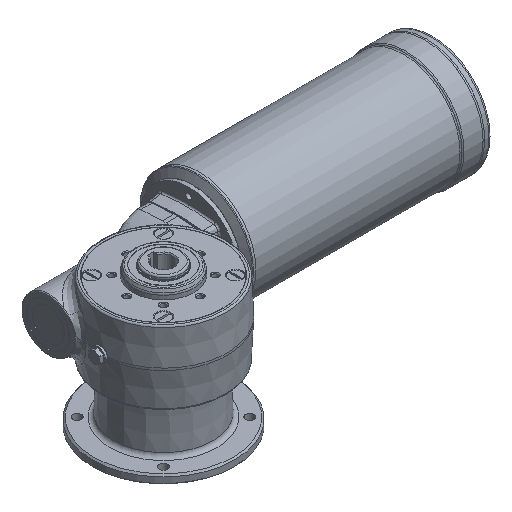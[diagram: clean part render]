
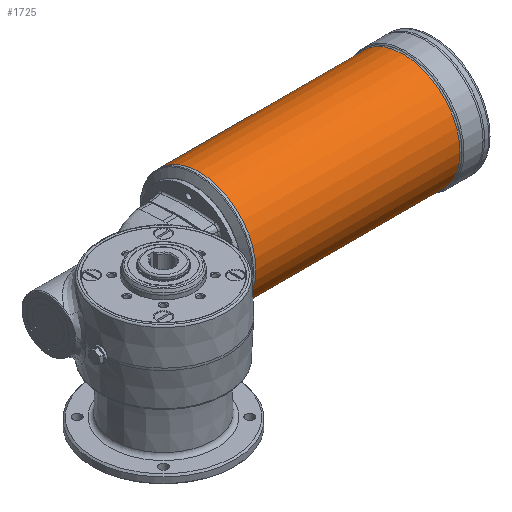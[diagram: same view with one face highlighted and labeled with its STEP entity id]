
A CAD part, isometric view. The second image highlights one B-rep face of the part: STEP entity #1725.
In plain terms, the highlighted cylindrical face has radius 69.5 mm (diameter 139 mm), a full revolution.
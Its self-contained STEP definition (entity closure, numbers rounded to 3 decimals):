
#1725 = ADVANCED_FACE( '', ( #3791, #3792 ), #3793, .T. );
#3791 = FACE_OUTER_BOUND( '', #11197, .T. );
#3792 = FACE_OUTER_BOUND( '', #11198, .T. );
#3793 = CYLINDRICAL_SURFACE( '', #11199, 69.5 );
#11197 = EDGE_LOOP( '', ( #15459 ) );
#11198 = EDGE_LOOP( '', ( #15460 ) );
#11199 = AXIS2_PLACEMENT_3D( '', #15461, #15462, #15463 );
#15459 = ORIENTED_EDGE( '', *, *, #16562, .T. );
#15460 = ORIENTED_EDGE( '', *, *, #17253, .T. );
#15461 = CARTESIAN_POINT( '', ( 267.168, 63., 0. ) );
#15462 = DIRECTION( '', ( -1., 0., 0. ) );
#15463 = DIRECTION( '', ( 0., 1., 0. ) );
#16562 = EDGE_CURVE( '', #18712, #18712, #18713, .F. );
#17253 = EDGE_CURVE( '', #19565, #19565, #19566, .T. );
#18712 = VERTEX_POINT( '', #22760 );
#18713 = CIRCLE( '', #22761, 69.5 );
#19565 = VERTEX_POINT( '', #24901 );
#19566 = CIRCLE( '', #24902, 69.5 );
#22760 = CARTESIAN_POINT( '', ( 357.672, 132.5, 0. ) );
#22761 = AXIS2_PLACEMENT_3D( '', #26122, #26123, #26124 );
#24901 = CARTESIAN_POINT( '', ( 107., 132.5, 0. ) );
#24902 = AXIS2_PLACEMENT_3D( '', #26733, #26734, #26735 );
#26122 = CARTESIAN_POINT( '', ( 357.672, 63., 0. ) );
#26123 = DIRECTION( '', ( 1., 0., 0. ) );
#26124 = DIRECTION( '', ( 0., 1., 0. ) );
#26733 = CARTESIAN_POINT( '', ( 107., 63., 0. ) );
#26734 = DIRECTION( '', ( 1., 0., 0. ) );
#26735 = DIRECTION( '', ( 0., 1., 0. ) );
